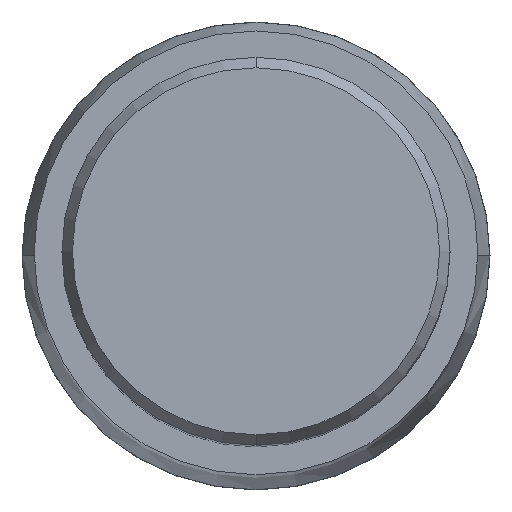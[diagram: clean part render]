
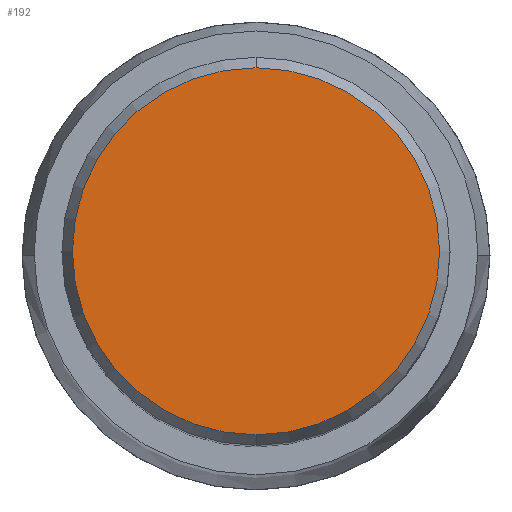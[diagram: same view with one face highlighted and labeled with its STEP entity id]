
A CAD part, top view. The second image highlights one B-rep face of the part: STEP entity #192.
In plain terms, the highlighted planar face has unit normal (0, 0, 1).
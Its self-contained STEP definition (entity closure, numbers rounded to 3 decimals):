
#192=ADVANCED_FACE('',(#526),#527,.T.);
#294=VERTEX_POINT('',#640);
#296=EDGE_CURVE('',#416,#294,#642,.T.);
#416=VERTEX_POINT('',#770);
#502=EDGE_CURVE('',#294,#416,#867,.T.);
#526=FACE_OUTER_BOUND('',#883,.T.);
#527=PLANE('',#884);
#640=CARTESIAN_POINT('',(0.0,12.012,0.));
#642=CIRCLE('',#1030,12.012);
#770=CARTESIAN_POINT('',(0.,-12.012,0.));
#867=CIRCLE('',#1314,12.012);
#883=EDGE_LOOP('',(#1326,#1327));
#884=AXIS2_PLACEMENT_3D('',#1328,#1329,#1330);
#1030=AXIS2_PLACEMENT_3D('',#1487,#1488,#1489);
#1314=AXIS2_PLACEMENT_3D('',#1787,#1788,#1789);
#1326=ORIENTED_EDGE('',*,*,#502,.F.);
#1327=ORIENTED_EDGE('',*,*,#296,.F.);
#1328=CARTESIAN_POINT('',(0.0,6.006,0.));
#1329=DIRECTION('',(-0.0,0.0,1.0));
#1330=DIRECTION('',(0.0,-1.0,0.0));
#1487=CARTESIAN_POINT('',(0.0,0.0,0.));
#1488=DIRECTION('',(0.0,0.0,-1.0));
#1489=DIRECTION('',(0.0,1.0,0.0));
#1787=CARTESIAN_POINT('',(0.0,0.0,0.));
#1788=DIRECTION('',(0.0,0.0,-1.0));
#1789=DIRECTION('',(0.0,1.0,0.0));
